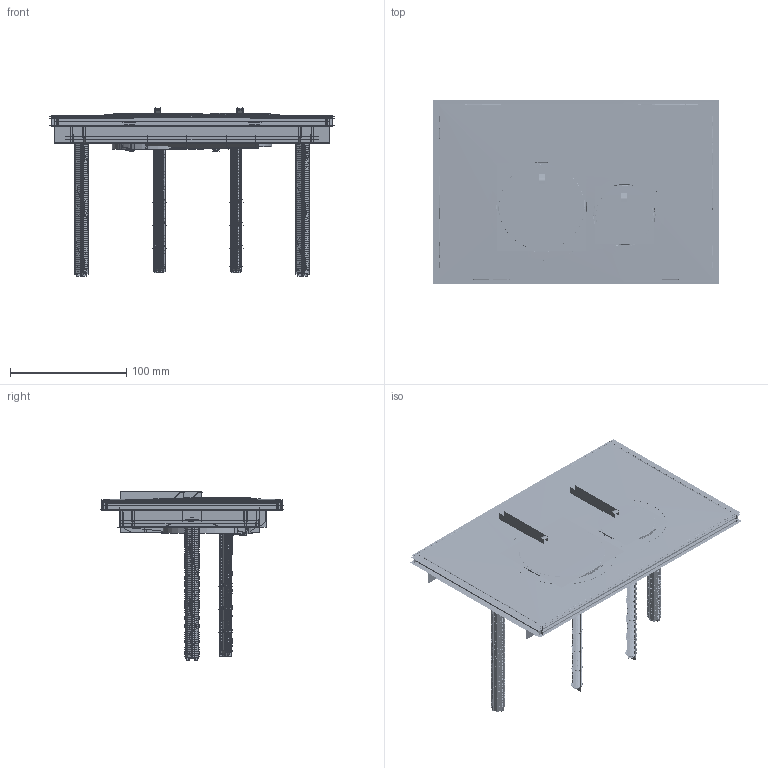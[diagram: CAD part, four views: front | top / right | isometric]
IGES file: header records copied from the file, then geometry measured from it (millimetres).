
Start section:  PTC IGES file: k5230_asm.igs
Global section: file name: k5230_asm.igs; native system: Creo Elements/Pro by Parametric Technology Corporation; preprocessor: 2011180; author: jsgan; organization: Unknown; date: 20140916.092351; units: millimetre
Bounding box: 245.44 x 158.08 x 144.65 mm (x, y, z)
Volume: 600938.2 mm3; surface area: 7305891.6 mm2
Topology: 20 solids, 84 shells, 12615 faces, 68667 edges, 88318 vertices
Faces by surface type: bspline 7449, revolution 5154, extrusion 12
